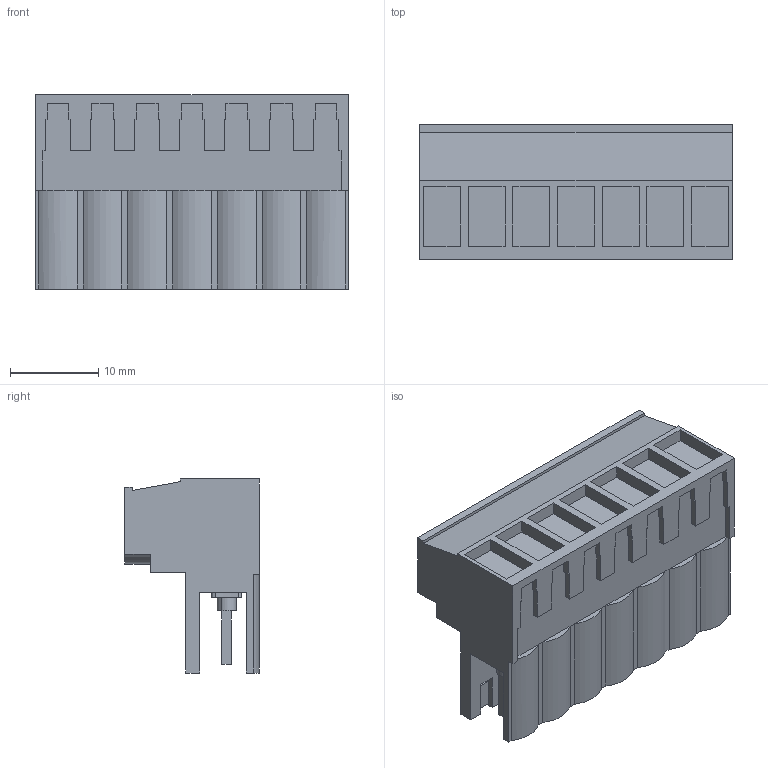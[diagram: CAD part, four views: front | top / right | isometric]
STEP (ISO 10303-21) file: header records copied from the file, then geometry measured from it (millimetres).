
FILE_DESCRIPTION(('CATIA V5 STEP','CAx-IF Rec.Pracs.--- Model Styling and Organization---1.2---2011-12-15'),'2;1');
FILE_NAME ('D1453751_0_1627140000_1627140000.stp','2017-06-01T06:33:22+00:00',('none'),('Weidmueller'),'CATIA Version 5-6 Release 2014','CATIA V5 STEP AP214','none');
FILE_SCHEMA(('AUTOMOTIVE_DESIGN { 1 0 10303 214 1 1 1 1 }'));
Length unit declared in the file: millimetre
Products named in the file (1): 1627140000
Bounding box: 35.56 x 15.3 x 22.05 mm (x, y, z)
Volume: 6066.6 mm3; surface area: 5353.6 mm2
Topology: 15 solids, 15 shells, 498 faces, 1352 edges, 912 vertices
Faces by surface type: plane 379, cylinder 91, extrusion 28
Entity records: 15327 total; most frequent: CARTESIAN_POINT 3503, ORIENTED_EDGE 2704, DIRECTION 1896, EDGE_CURVE 1352, VECTOR 1112, LINE 1084, VERTEX_POINT 912, EDGE_LOOP 540
